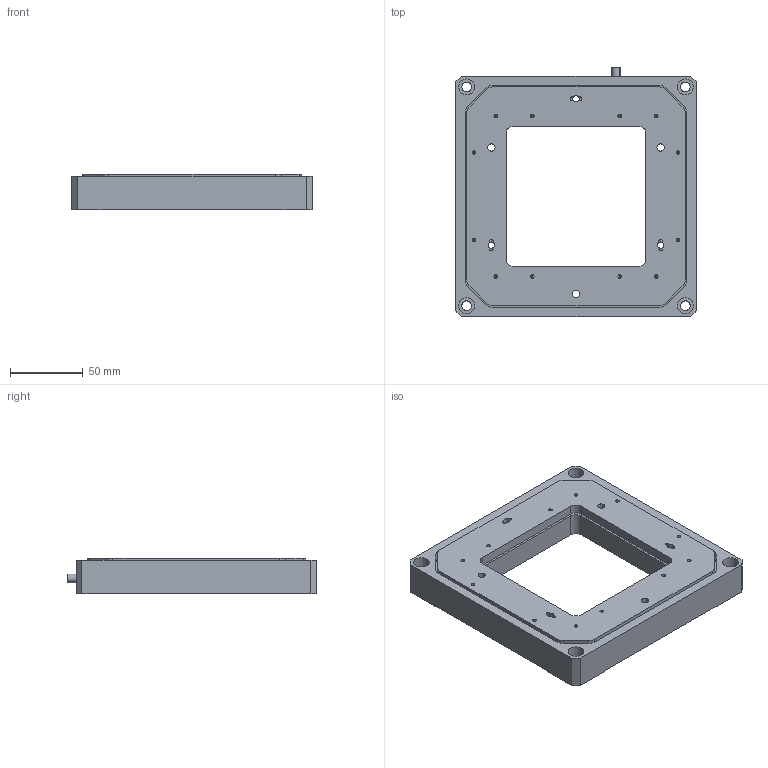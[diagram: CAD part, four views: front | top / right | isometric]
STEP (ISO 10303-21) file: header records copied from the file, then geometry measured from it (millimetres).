
FILE_DESCRIPTION (( 'STEP AP203' ), '1' );
FILE_NAME ('S51.ZT2S-C1压电扫描台三维图-21.12.24.STEP', '2021-12-24T05:48:01', ( '' ), ( '' ), 'SwSTEP 2.0', 'SolidWorks 2016', '' );
FILE_SCHEMA (( 'CONFIG_CONTROL_DESIGN' ));
Length unit declared in the file: millimetre
Products named in the file (1): S51.ZT2S-C1压电扫描台三维图-21.12.24
Bounding box: 165 x 171 x 24.5 mm (x, y, z)
Surface area: 90478.6 mm2 (no closed solid volume)
Topology: 0 solids, 3 shells, 174 faces, 607 edges, 430 vertices
Faces by surface type: cylinder 111, plane 63
Entity records: 6853 total; most frequent: DIRECTION 1255, CARTESIAN_POINT 1212, ORIENTED_EDGE 1023, EDGE_CURVE 607, AXIS2_PLACEMENT_3D 473, VERTEX_POINT 430, LINE 309, VECTOR 309
